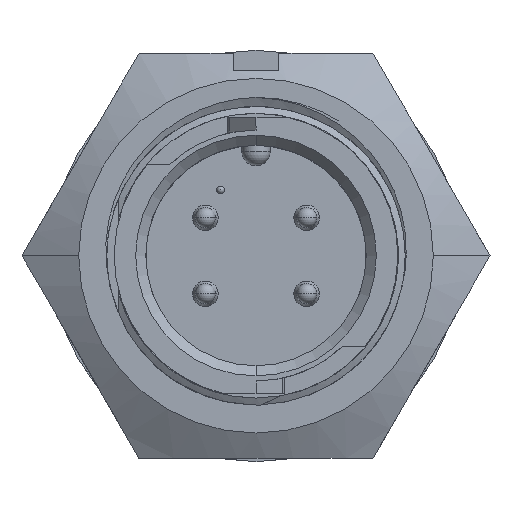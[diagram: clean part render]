
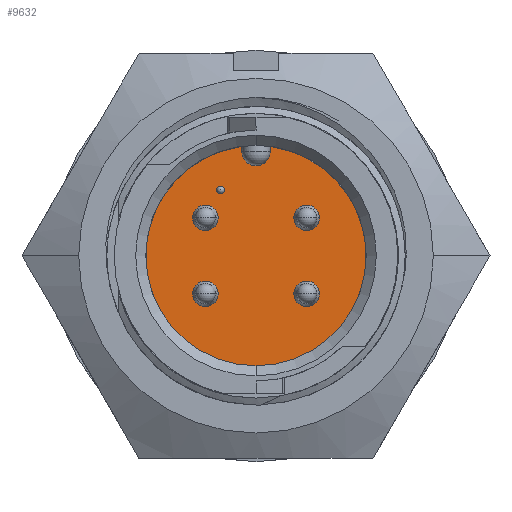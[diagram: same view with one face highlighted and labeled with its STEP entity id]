
A CAD part, top view. The second image highlights one B-rep face of the part: STEP entity #9632.
In plain terms, the highlighted planar face has unit normal (0, 0, 1).
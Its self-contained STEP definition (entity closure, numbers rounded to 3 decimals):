
#92 = VERTEX_POINT ( 'NONE', #13545 ) ;
#365 = EDGE_CURVE ( 'NONE', #9699, #400, #4627, .T. ) ;
#400 = VERTEX_POINT ( 'NONE', #4685 ) ;
#1042 = ORIENTED_EDGE ( 'NONE', *, *, #11542, .T. ) ;
#1066 = DIRECTION ( 'NONE',  ( 0., 1., 0. ) ) ;
#1237 = ORIENTED_EDGE ( 'NONE', *, *, #3206, .F. ) ;
#1351 = CIRCLE ( 'NONE', #14612, 0.191 ) ;
#1414 = CARTESIAN_POINT ( 'NONE',  ( -1.897, 1.905, -8.382 ) ) ;
#1613 = CARTESIAN_POINT ( 'NONE',  ( 3.183, -1.905, -8.382 ) ) ;
#1670 = ORIENTED_EDGE ( 'NONE', *, *, #2942, .F. ) ;
#1921 = FACE_BOUND ( 'NONE', #3594, .T. ) ;
#1930 = EDGE_CURVE ( 'NONE', #8927, #7957, #12360, .T. ) ;
#2335 = ORIENTED_EDGE ( 'NONE', *, *, #2867, .F. ) ;
#2377 = DIRECTION ( 'NONE',  ( 0., -1., 0. ) ) ;
#2497 = CIRCLE ( 'NONE', #3980, 0.643 ) ;
#2560 = DIRECTION ( 'NONE',  ( 1., 0., 0. ) ) ;
#2643 = DIRECTION ( 'NONE',  ( 1., 0., 0. ) ) ;
#2786 = CARTESIAN_POINT ( 'NONE',  ( -2.54, -1.905, -8.382 ) ) ;
#2793 = ORIENTED_EDGE ( 'NONE', *, *, #365, .T. ) ;
#2860 = CIRCLE ( 'NONE', #11205, 0.643 ) ;
#2867 = EDGE_CURVE ( 'NONE', #7843, #7954, #11331, .T. ) ;
#2942 = EDGE_CURVE ( 'NONE', #10222, #3270, #2497, .T. ) ;
#2988 = EDGE_LOOP ( 'NONE', ( #6318, #1042, #2793, #8928, #7202 ) ) ;
#3151 = DIRECTION ( 'NONE',  ( 1., 0., 0. ) ) ;
#3154 = CARTESIAN_POINT ( 'NONE',  ( -0.711, 5.479, -8.382 ) ) ;
#3206 = EDGE_CURVE ( 'NONE', #10456, #10924, #13815, .T. ) ;
#3224 = PLANE ( 'NONE',  #10426 ) ;
#3270 = VERTEX_POINT ( 'NONE', #10639 ) ;
#3344 = CARTESIAN_POINT ( 'NONE',  ( 2.54, 1.905, -8.382 ) ) ;
#3566 = EDGE_LOOP ( 'NONE', ( #9701, #3842 ) ) ;
#3594 = EDGE_LOOP ( 'NONE', ( #2335, #5319 ) ) ;
#3630 = CARTESIAN_POINT ( 'NONE',  ( 2.54, 1.905, -8.382 ) ) ;
#3835 = EDGE_CURVE ( 'NONE', #4460, #400, #15132, .T. ) ;
#3842 = ORIENTED_EDGE ( 'NONE', *, *, #10126, .F. ) ;
#3933 = FACE_BOUND ( 'NONE', #14167, .T. ) ;
#3980 = AXIS2_PLACEMENT_3D ( 'NONE', #5457, #13692, #3151 ) ;
#3989 = AXIS2_PLACEMENT_3D ( 'NONE', #3344, #9107, #4810 ) ;
#4022 = DIRECTION ( 'NONE',  ( 0., 0., 1. ) ) ;
#4098 = DIRECTION ( 'NONE',  ( 0., 0., 1. ) ) ;
#4146 = CIRCLE ( 'NONE', #12746, 0.643 ) ;
#4453 = DIRECTION ( 'NONE',  ( 0., 1., 0. ) ) ;
#4460 = VERTEX_POINT ( 'NONE', #14034 ) ;
#4558 = ORIENTED_EDGE ( 'NONE', *, *, #8891, .F. ) ;
#4627 = CIRCLE ( 'NONE', #8562, 5.524 ) ;
#4657 = DIRECTION ( 'NONE',  ( 0., 0., 1. ) ) ;
#4685 = CARTESIAN_POINT ( 'NONE',  ( 0.711, 5.479, -8.382 ) ) ;
#4716 = AXIS2_PLACEMENT_3D ( 'NONE', #11062, #9985, #6395 ) ;
#4810 = DIRECTION ( 'NONE',  ( 1., 0., 0. ) ) ;
#4889 = EDGE_LOOP ( 'NONE', ( #12096, #1237 ) ) ;
#4961 = DIRECTION ( 'NONE',  ( 0., -1., 0. ) ) ;
#5011 = CIRCLE ( 'NONE', #11881, 0.643 ) ;
#5046 = EDGE_CURVE ( 'NONE', #92, #14950, #2860, .T. ) ;
#5319 = ORIENTED_EDGE ( 'NONE', *, *, #14853, .F. ) ;
#5329 = CARTESIAN_POINT ( 'NONE',  ( -2.54, 1.905, -8.382 ) ) ;
#5377 = ORIENTED_EDGE ( 'NONE', *, *, #15166, .F. ) ;
#5437 = EDGE_CURVE ( 'NONE', #10924, #10456, #10470, .T. ) ;
#5441 = DIRECTION ( 'NONE',  ( 0., 1., 0. ) ) ;
#5457 = CARTESIAN_POINT ( 'NONE',  ( -2.54, -1.905, -8.382 ) ) ;
#5530 = CARTESIAN_POINT ( 'NONE',  ( -1.778, 3.302, -8.382 ) ) ;
#5756 = CARTESIAN_POINT ( 'NONE',  ( 0.711, 5.22, -8.382 ) ) ;
#5766 = CARTESIAN_POINT ( 'NONE',  ( 0., 0., -8.382 ) ) ;
#5881 = CARTESIAN_POINT ( 'NONE',  ( 2.54, -1.905, -8.382 ) ) ;
#5935 = DIRECTION ( 'NONE',  ( 0., 0., 1. ) ) ;
#6246 = FACE_BOUND ( 'NONE', #3566, .T. ) ;
#6254 = AXIS2_PLACEMENT_3D ( 'NONE', #9791, #9863, #2643 ) ;
#6318 = ORIENTED_EDGE ( 'NONE', *, *, #9696, .F. ) ;
#6395 = DIRECTION ( 'NONE',  ( 1., 0., 0. ) ) ;
#6855 = DIRECTION ( 'NONE',  ( 0., -1., 0. ) ) ;
#6926 = DIRECTION ( 'NONE',  ( 0., 0., 1. ) ) ;
#7117 = CIRCLE ( 'NONE', #10539, 5.524 ) ;
#7202 = ORIENTED_EDGE ( 'NONE', *, *, #8350, .F. ) ;
#7238 = VECTOR ( 'NONE', #6855, 1000. ) ;
#7473 = CIRCLE ( 'NONE', #9430, 0.643 ) ;
#7498 = CARTESIAN_POINT ( 'NONE',  ( -0.711, 5.22, -8.382 ) ) ;
#7822 = CARTESIAN_POINT ( 'NONE',  ( -1.778, 3.302, -8.382 ) ) ;
#7843 = VERTEX_POINT ( 'NONE', #1613 ) ;
#7952 = CARTESIAN_POINT ( 'NONE',  ( -2.54, 1.905, -8.382 ) ) ;
#7954 = VERTEX_POINT ( 'NONE', #10104 ) ;
#7957 = VERTEX_POINT ( 'NONE', #13807 ) ;
#8090 = EDGE_LOOP ( 'NONE', ( #1670, #5377 ) ) ;
#8108 = CARTESIAN_POINT ( 'NONE',  ( -1.778, 3.492, -8.382 ) ) ;
#8208 = CARTESIAN_POINT ( 'NONE',  ( -0.711, 5.479, -8.382 ) ) ;
#8288 = DIRECTION ( 'NONE',  ( 0., 1., 0. ) ) ;
#8350 = EDGE_CURVE ( 'NONE', #14559, #4460, #10414, .T. ) ;
#8562 = AXIS2_PLACEMENT_3D ( 'NONE', #5766, #6926, #2377 ) ;
#8891 = EDGE_CURVE ( 'NONE', #14950, #92, #7473, .T. ) ;
#8927 = VERTEX_POINT ( 'NONE', #8108 ) ;
#8928 = ORIENTED_EDGE ( 'NONE', *, *, #3835, .F. ) ;
#9107 = DIRECTION ( 'NONE',  ( 0., 0., 1. ) ) ;
#9139 = FACE_BOUND ( 'NONE', #4889, .T. ) ;
#9178 = DIRECTION ( 'NONE',  ( 1., 0., 0. ) ) ;
#9430 = AXIS2_PLACEMENT_3D ( 'NONE', #7952, #4657, #9178 ) ;
#9632 = ADVANCED_FACE ( 'NONE', ( #9690, #6246, #14476, #3933, #1921, #9139 ), #3224, .F. ) ;
#9690 = FACE_OUTER_BOUND ( 'NONE', #2988, .T. ) ;
#9696 = EDGE_CURVE ( 'NONE', #12271, #14559, #10292, .T. ) ;
#9699 = VERTEX_POINT ( 'NONE', #12768 ) ;
#9701 = ORIENTED_EDGE ( 'NONE', *, *, #1930, .F. ) ;
#9791 = CARTESIAN_POINT ( 'NONE',  ( 0., 5.22, -8.382 ) ) ;
#9863 = DIRECTION ( 'NONE',  ( 0., 0., 1. ) ) ;
#9985 = DIRECTION ( 'NONE',  ( 0., 0., 1. ) ) ;
#10104 = CARTESIAN_POINT ( 'NONE',  ( 1.897, -1.905, -8.382 ) ) ;
#10126 = EDGE_CURVE ( 'NONE', #7957, #8927, #1351, .T. ) ;
#10213 = CARTESIAN_POINT ( 'NONE',  ( 0., 0., -8.382 ) ) ;
#10222 = VERTEX_POINT ( 'NONE', #13062 ) ;
#10292 = LINE ( 'NONE', #3154, #7238 ) ;
#10414 = CIRCLE ( 'NONE', #6254, 0.711 ) ;
#10426 = AXIS2_PLACEMENT_3D ( 'NONE', #10213, #14994, #4453 ) ;
#10456 = VERTEX_POINT ( 'NONE', #14360 ) ;
#10470 = CIRCLE ( 'NONE', #14180, 0.643 ) ;
#10539 = AXIS2_PLACEMENT_3D ( 'NONE', #14424, #10788, #4961 ) ;
#10639 = CARTESIAN_POINT ( 'NONE',  ( -3.183, -1.905, -8.382 ) ) ;
#10788 = DIRECTION ( 'NONE',  ( 0., 0., 1. ) ) ;
#10924 = VERTEX_POINT ( 'NONE', #14082 ) ;
#11062 = CARTESIAN_POINT ( 'NONE',  ( 2.54, -1.905, -8.382 ) ) ;
#11205 = AXIS2_PLACEMENT_3D ( 'NONE', #5329, #4098, #13640 ) ;
#11331 = CIRCLE ( 'NONE', #4716, 0.643 ) ;
#11542 = EDGE_CURVE ( 'NONE', #12271, #9699, #7117, .T. ) ;
#11611 = AXIS2_PLACEMENT_3D ( 'NONE', #5530, #13760, #1066 ) ;
#11881 = AXIS2_PLACEMENT_3D ( 'NONE', #2786, #4022, #12405 ) ;
#11929 = DIRECTION ( 'NONE',  ( 1., 0., 0. ) ) ;
#11945 = DIRECTION ( 'NONE',  ( 0., 0., 1. ) ) ;
#12096 = ORIENTED_EDGE ( 'NONE', *, *, #5437, .F. ) ;
#12271 = VERTEX_POINT ( 'NONE', #8208 ) ;
#12360 = CIRCLE ( 'NONE', #11611, 0.191 ) ;
#12405 = DIRECTION ( 'NONE',  ( 1., 0., 0. ) ) ;
#12674 = DIRECTION ( 'NONE',  ( 0., 0., 1. ) ) ;
#12746 = AXIS2_PLACEMENT_3D ( 'NONE', #5881, #11945, #2560 ) ;
#12768 = CARTESIAN_POINT ( 'NONE',  ( 0., -5.524, -8.382 ) ) ;
#12844 = VECTOR ( 'NONE', #8288, 1000. ) ;
#13062 = CARTESIAN_POINT ( 'NONE',  ( -1.897, -1.905, -8.382 ) ) ;
#13545 = CARTESIAN_POINT ( 'NONE',  ( -3.183, 1.905, -8.382 ) ) ;
#13640 = DIRECTION ( 'NONE',  ( 1., 0., 0. ) ) ;
#13692 = DIRECTION ( 'NONE',  ( 0., 0., 1. ) ) ;
#13760 = DIRECTION ( 'NONE',  ( 0., 0., 1. ) ) ;
#13807 = CARTESIAN_POINT ( 'NONE',  ( -1.778, 3.111, -8.382 ) ) ;
#13815 = CIRCLE ( 'NONE', #3989, 0.643 ) ;
#13889 = ORIENTED_EDGE ( 'NONE', *, *, #5046, .F. ) ;
#14034 = CARTESIAN_POINT ( 'NONE',  ( 0.711, 5.22, -8.382 ) ) ;
#14082 = CARTESIAN_POINT ( 'NONE',  ( 3.183, 1.905, -8.382 ) ) ;
#14167 = EDGE_LOOP ( 'NONE', ( #4558, #13889 ) ) ;
#14180 = AXIS2_PLACEMENT_3D ( 'NONE', #3630, #5935, #11929 ) ;
#14360 = CARTESIAN_POINT ( 'NONE',  ( 1.897, 1.905, -8.382 ) ) ;
#14424 = CARTESIAN_POINT ( 'NONE',  ( 0., 0., -8.382 ) ) ;
#14476 = FACE_BOUND ( 'NONE', #8090, .T. ) ;
#14559 = VERTEX_POINT ( 'NONE', #7498 ) ;
#14612 = AXIS2_PLACEMENT_3D ( 'NONE', #7822, #12674, #5441 ) ;
#14853 = EDGE_CURVE ( 'NONE', #7954, #7843, #4146, .T. ) ;
#14950 = VERTEX_POINT ( 'NONE', #1414 ) ;
#14994 = DIRECTION ( 'NONE',  ( 0., 0., -1. ) ) ;
#15132 = LINE ( 'NONE', #5756, #12844 ) ;
#15166 = EDGE_CURVE ( 'NONE', #3270, #10222, #5011, .T. ) ;
